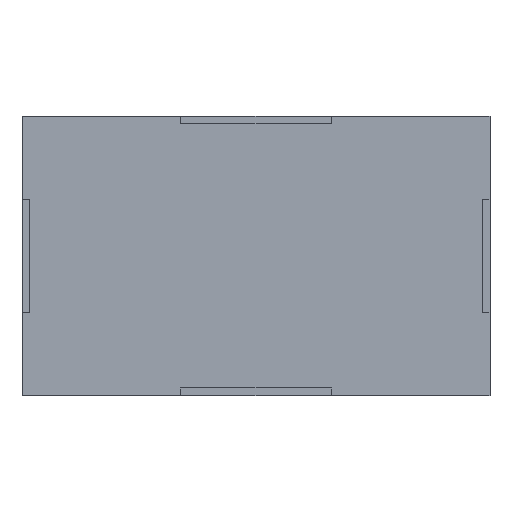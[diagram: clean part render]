
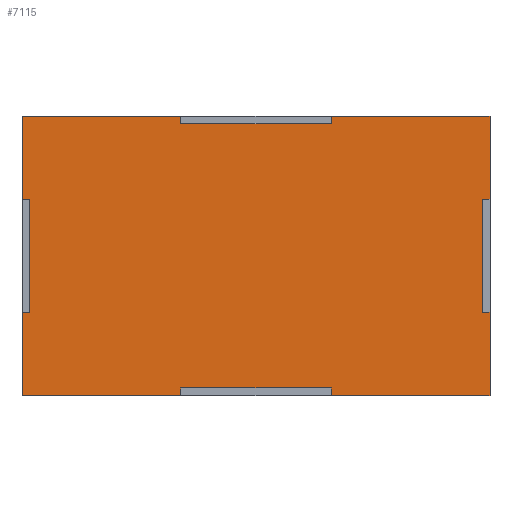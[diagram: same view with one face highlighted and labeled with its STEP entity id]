
A CAD part, top view. The second image highlights one B-rep face of the part: STEP entity #7115.
In plain terms, the highlighted planar face has unit normal (0, 0, 1).
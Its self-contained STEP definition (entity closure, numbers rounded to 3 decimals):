
#493=PLANE('',#7824);
#887=FACE_OUTER_BOUND('',#1340,.T.);
#1340=EDGE_LOOP('',(#6539,#6540,#6541,#6542,#6543,#6544,#6545,#6546,#6547,
#6548,#6549,#6550,#6551,#6552,#6553,#6554,#6555,#6556,#6557,#6558));
#2046=LINE('',#11752,#2808);
#2049=LINE('',#11758,#2811);
#2052=LINE('',#11764,#2814);
#2055=LINE('',#11770,#2817);
#2058=LINE('',#11776,#2820);
#2061=LINE('',#11782,#2823);
#2064=LINE('',#11788,#2826);
#2067=LINE('',#11794,#2829);
#2070=LINE('',#11800,#2832);
#2073=LINE('',#11806,#2835);
#2076=LINE('',#11812,#2838);
#2079=LINE('',#11818,#2841);
#2082=LINE('',#11824,#2844);
#2085=LINE('',#11830,#2847);
#2088=LINE('',#11836,#2850);
#2091=LINE('',#11842,#2853);
#2094=LINE('',#11848,#2856);
#2097=LINE('',#11854,#2859);
#2100=LINE('',#11860,#2862);
#2103=LINE('',#11864,#2865);
#2808=VECTOR('',#9742,10.);
#2811=VECTOR('',#9747,10.);
#2814=VECTOR('',#9752,10.);
#2817=VECTOR('',#9757,10.);
#2820=VECTOR('',#9762,10.);
#2823=VECTOR('',#9767,10.);
#2826=VECTOR('',#9772,10.);
#2829=VECTOR('',#9777,10.);
#2832=VECTOR('',#9782,10.);
#2835=VECTOR('',#9787,10.);
#2838=VECTOR('',#9792,10.);
#2841=VECTOR('',#9797,10.);
#2844=VECTOR('',#9802,10.);
#2847=VECTOR('',#9807,10.);
#2850=VECTOR('',#9812,10.);
#2853=VECTOR('',#9817,10.);
#2856=VECTOR('',#9822,10.);
#2859=VECTOR('',#9827,10.);
#2862=VECTOR('',#9832,10.);
#2865=VECTOR('',#9837,10.);
#3601=VERTEX_POINT('',#11749);
#3602=VERTEX_POINT('',#11751);
#3604=VERTEX_POINT('',#11757);
#3606=VERTEX_POINT('',#11763);
#3608=VERTEX_POINT('',#11769);
#3610=VERTEX_POINT('',#11775);
#3612=VERTEX_POINT('',#11781);
#3614=VERTEX_POINT('',#11787);
#3616=VERTEX_POINT('',#11793);
#3618=VERTEX_POINT('',#11799);
#3620=VERTEX_POINT('',#11805);
#3622=VERTEX_POINT('',#11811);
#3624=VERTEX_POINT('',#11817);
#3626=VERTEX_POINT('',#11823);
#3628=VERTEX_POINT('',#11829);
#3630=VERTEX_POINT('',#11835);
#3632=VERTEX_POINT('',#11841);
#3634=VERTEX_POINT('',#11847);
#3636=VERTEX_POINT('',#11853);
#3638=VERTEX_POINT('',#11859);
#4561=EDGE_CURVE('',#3602,#3601,#2046,.T.);
#4564=EDGE_CURVE('',#3604,#3602,#2049,.T.);
#4567=EDGE_CURVE('',#3606,#3604,#2052,.T.);
#4570=EDGE_CURVE('',#3608,#3606,#2055,.T.);
#4573=EDGE_CURVE('',#3610,#3608,#2058,.T.);
#4576=EDGE_CURVE('',#3612,#3610,#2061,.T.);
#4579=EDGE_CURVE('',#3614,#3612,#2064,.T.);
#4582=EDGE_CURVE('',#3616,#3614,#2067,.T.);
#4585=EDGE_CURVE('',#3618,#3616,#2070,.T.);
#4588=EDGE_CURVE('',#3620,#3618,#2073,.T.);
#4591=EDGE_CURVE('',#3622,#3620,#2076,.T.);
#4594=EDGE_CURVE('',#3624,#3622,#2079,.T.);
#4597=EDGE_CURVE('',#3626,#3624,#2082,.T.);
#4600=EDGE_CURVE('',#3628,#3626,#2085,.T.);
#4603=EDGE_CURVE('',#3630,#3628,#2088,.T.);
#4606=EDGE_CURVE('',#3632,#3630,#2091,.T.);
#4609=EDGE_CURVE('',#3634,#3632,#2094,.T.);
#4612=EDGE_CURVE('',#3636,#3634,#2097,.T.);
#4615=EDGE_CURVE('',#3638,#3636,#2100,.T.);
#4618=EDGE_CURVE('',#3601,#3638,#2103,.T.);
#6539=ORIENTED_EDGE('',*,*,#4618,.T.);
#6540=ORIENTED_EDGE('',*,*,#4615,.T.);
#6541=ORIENTED_EDGE('',*,*,#4612,.T.);
#6542=ORIENTED_EDGE('',*,*,#4609,.T.);
#6543=ORIENTED_EDGE('',*,*,#4606,.T.);
#6544=ORIENTED_EDGE('',*,*,#4603,.T.);
#6545=ORIENTED_EDGE('',*,*,#4600,.T.);
#6546=ORIENTED_EDGE('',*,*,#4597,.T.);
#6547=ORIENTED_EDGE('',*,*,#4594,.T.);
#6548=ORIENTED_EDGE('',*,*,#4591,.T.);
#6549=ORIENTED_EDGE('',*,*,#4588,.T.);
#6550=ORIENTED_EDGE('',*,*,#4585,.T.);
#6551=ORIENTED_EDGE('',*,*,#4582,.T.);
#6552=ORIENTED_EDGE('',*,*,#4579,.T.);
#6553=ORIENTED_EDGE('',*,*,#4576,.T.);
#6554=ORIENTED_EDGE('',*,*,#4573,.T.);
#6555=ORIENTED_EDGE('',*,*,#4570,.T.);
#6556=ORIENTED_EDGE('',*,*,#4567,.T.);
#6557=ORIENTED_EDGE('',*,*,#4564,.T.);
#6558=ORIENTED_EDGE('',*,*,#4561,.T.);
#7115=ADVANCED_FACE('',(#887),#493,.T.);
#7824=AXIS2_PLACEMENT_3D('',#11865,#9838,#9839);
#9742=DIRECTION('',(1.,0.,0.));
#9747=DIRECTION('',(0.,1.,0.));
#9752=DIRECTION('',(-1.,0.,0.));
#9757=DIRECTION('',(0.,1.,0.));
#9762=DIRECTION('',(1.,0.,0.));
#9767=DIRECTION('',(0.,-1.,0.));
#9772=DIRECTION('',(1.,0.,0.));
#9777=DIRECTION('',(0.,1.,0.));
#9782=DIRECTION('',(1.,0.,0.));
#9787=DIRECTION('',(0.,-1.,0.));
#9792=DIRECTION('',(-1.,0.,0.));
#9797=DIRECTION('',(0.,-1.,0.));
#9802=DIRECTION('',(1.,0.,0.));
#9807=DIRECTION('',(0.,-1.,0.));
#9812=DIRECTION('',(-1.,0.,0.));
#9817=DIRECTION('',(0.,1.,0.));
#9822=DIRECTION('',(-1.,0.,0.));
#9827=DIRECTION('',(0.,-1.,0.));
#9832=DIRECTION('',(-1.,0.,0.));
#9837=DIRECTION('',(0.,1.,0.));
#9838=DIRECTION('center_axis',(0.,0.,1.));
#9839=DIRECTION('ref_axis',(1.,0.,0.));
#11749=CARTESIAN_POINT('',(44.265,17.274,15.));
#11751=CARTESIAN_POINT('',(43.265,17.274,15.));
#11752=CARTESIAN_POINT('',(43.265,17.274,15.));
#11757=CARTESIAN_POINT('',(43.265,2.274,15.));
#11758=CARTESIAN_POINT('',(43.265,2.274,15.));
#11763=CARTESIAN_POINT('',(44.265,2.274,15.));
#11764=CARTESIAN_POINT('',(44.265,2.274,15.));
#11769=CARTESIAN_POINT('',(44.265,-8.726,15.));
#11770=CARTESIAN_POINT('',(44.265,-8.726,15.));
#11775=CARTESIAN_POINT('',(23.265,-8.726,15.));
#11776=CARTESIAN_POINT('',(23.265,-8.726,15.));
#11781=CARTESIAN_POINT('',(23.265,-7.726,15.));
#11782=CARTESIAN_POINT('',(23.265,-7.726,15.));
#11787=CARTESIAN_POINT('',(3.265,-7.726,15.));
#11788=CARTESIAN_POINT('',(3.265,-7.726,15.));
#11793=CARTESIAN_POINT('',(3.265,-8.726,15.));
#11794=CARTESIAN_POINT('',(3.265,-8.726,15.));
#11799=CARTESIAN_POINT('',(-17.735,-8.726,15.));
#11800=CARTESIAN_POINT('',(-17.735,-8.726,15.));
#11805=CARTESIAN_POINT('',(-17.735,2.274,15.));
#11806=CARTESIAN_POINT('',(-17.735,2.274,15.));
#11811=CARTESIAN_POINT('',(-16.735,2.274,15.));
#11812=CARTESIAN_POINT('',(-16.735,2.274,15.));
#11817=CARTESIAN_POINT('',(-16.735,17.274,15.));
#11818=CARTESIAN_POINT('',(-16.735,17.274,15.));
#11823=CARTESIAN_POINT('',(-17.735,17.274,15.));
#11824=CARTESIAN_POINT('',(-17.735,17.274,15.));
#11829=CARTESIAN_POINT('',(-17.735,28.274,15.));
#11830=CARTESIAN_POINT('',(-17.735,28.274,15.));
#11835=CARTESIAN_POINT('',(3.265,28.274,15.));
#11836=CARTESIAN_POINT('',(3.265,28.274,15.));
#11841=CARTESIAN_POINT('',(3.265,27.274,15.));
#11842=CARTESIAN_POINT('',(3.265,27.274,15.));
#11847=CARTESIAN_POINT('',(23.265,27.274,15.));
#11848=CARTESIAN_POINT('',(23.265,27.274,15.));
#11853=CARTESIAN_POINT('',(23.265,28.274,15.));
#11854=CARTESIAN_POINT('',(23.265,28.274,15.));
#11859=CARTESIAN_POINT('',(44.265,28.274,15.));
#11860=CARTESIAN_POINT('',(44.265,28.274,15.));
#11864=CARTESIAN_POINT('',(44.265,17.274,15.));
#11865=CARTESIAN_POINT('Origin',(13.265,9.774,15.));
